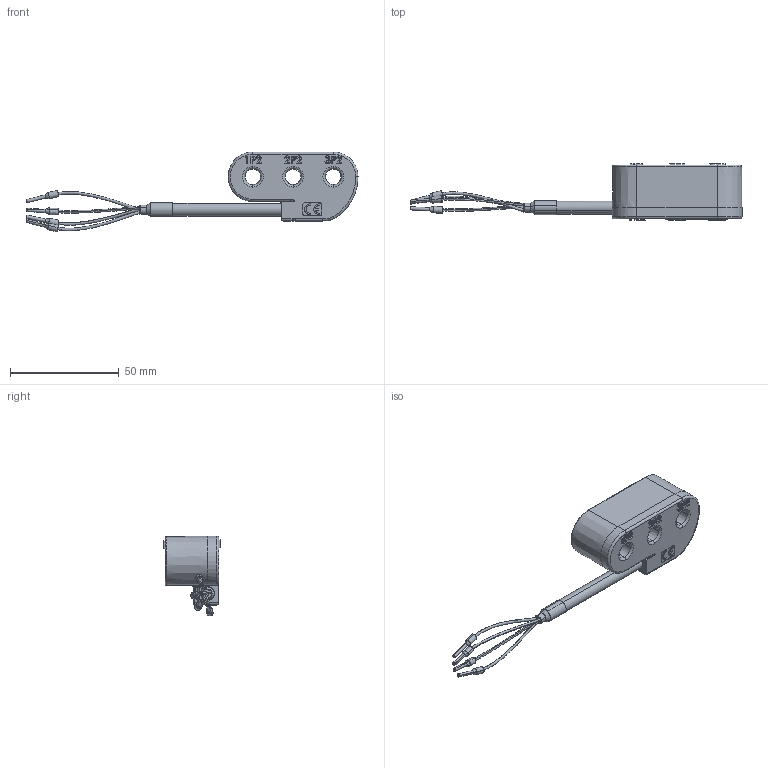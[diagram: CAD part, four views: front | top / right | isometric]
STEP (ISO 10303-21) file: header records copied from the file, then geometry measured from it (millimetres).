
FILE_DESCRIPTION((''),'2;1');
FILE_NAME('MC3_63','2021-03-25T10:56:41',('esors'),(''),'CREO PARAMETRIC BY PTC INC, 2018260','CREO PARAMETRIC BY PTC INC, 2018260','');
FILE_SCHEMA(('AUTOMOTIVE_DESIGN { 1 0 10303 214 1 1 1 1 }'));
Length unit declared in the file: millimetre
Products named in the file (1): MC3_63
Bounding box: 152.63 x 25.75 x 36.72 mm (x, y, z)
Volume: 14525.4 mm3; surface area: 20001.6 mm2
Topology: 5 solids, 5 shells, 618 faces, 1541 edges, 983 vertices
Faces by surface type: plane 243, cylinder 117, cone 106, extrusion 92, bspline 31, torus 28, sphere 1
Entity records: 27458 total; most frequent: CARTESIAN_POINT 11266, ORIENTED_EDGE 3074, DIRECTION 2727, COLOUR_RGB 1578, EDGE_CURVE 1537, VERTEX_POINT 983, AXIS2_PLACEMENT_3D 914, VECTOR 899
